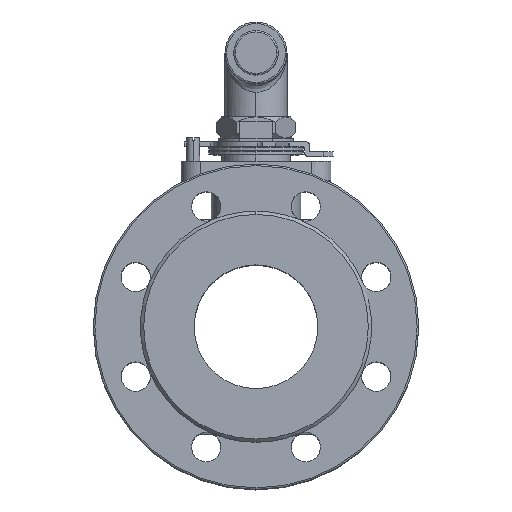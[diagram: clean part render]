
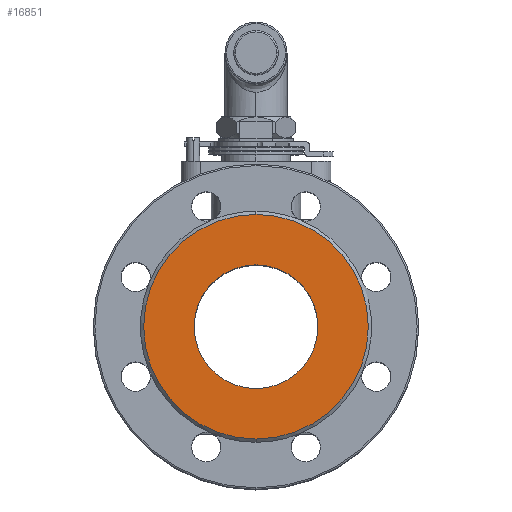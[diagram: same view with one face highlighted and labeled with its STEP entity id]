
A CAD part, top view. The second image highlights one B-rep face of the part: STEP entity #16851.
In plain terms, the highlighted planar face has unit normal (0, 0, 1).
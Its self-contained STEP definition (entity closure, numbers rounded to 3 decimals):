
#220 = AXIS2_PLACEMENT_3D ( 'NONE', #1751, #1752, #1753 ) ;
#1751 = CARTESIAN_POINT ( 'NONE',  ( 0., 0., 74. ) ) ;
#1752 = DIRECTION ( 'NONE',  ( 0., 0., 1. ) ) ;
#1753 = DIRECTION ( 'NONE',  ( 0., -1., 0. ) ) ;
#4580 = AXIS2_PLACEMENT_3D ( 'NONE', #6484, #6494, #6495 ) ;
#4644 = AXIS2_PLACEMENT_3D ( 'NONE', #6734, #6735, #6736 ) ;
#5252 = FACE_OUTER_BOUND ( 'NONE', #15637, .T. ) ;
#5257 = FACE_BOUND ( 'NONE', #15659, .T. ) ;
#5388 = CIRCLE ( 'NONE', #4644, 69. ) ;
#5552 = CIRCLE ( 'NONE', #6954, 69. ) ;
#5553 = CIRCLE ( 'NONE', #6955, 38. ) ;
#6484 = CARTESIAN_POINT ( 'NONE',  ( 0., 0., 74. ) ) ;
#6492 = PLANE ( 'NONE',  #4580 ) ;
#6494 = DIRECTION ( 'NONE',  ( 0., 0., 1. ) ) ;
#6495 = DIRECTION ( 'NONE',  ( 0., -1., 0. ) ) ;
#6734 = CARTESIAN_POINT ( 'NONE',  ( 0., 0., 74. ) ) ;
#6735 = DIRECTION ( 'NONE',  ( 0., 0., -1. ) ) ;
#6736 = DIRECTION ( 'NONE',  ( 0., 1., 0. ) ) ;
#6954 = AXIS2_PLACEMENT_3D ( 'NONE', #7934, #7935, #7936 ) ;
#6955 = AXIS2_PLACEMENT_3D ( 'NONE', #7938, #7939, #7940 ) ;
#7934 = CARTESIAN_POINT ( 'NONE',  ( 0., 0., 74. ) ) ;
#7935 = DIRECTION ( 'NONE',  ( 0., 0., -1. ) ) ;
#7936 = DIRECTION ( 'NONE',  ( 0., 1., 0. ) ) ;
#7938 = CARTESIAN_POINT ( 'NONE',  ( 0., 0., 74. ) ) ;
#7939 = DIRECTION ( 'NONE',  ( 0., 0., 1. ) ) ;
#7940 = DIRECTION ( 'NONE',  ( 0., -1., 0. ) ) ;
#10891 = CARTESIAN_POINT ( 'NONE',  ( 0., -69., 74. ) ) ;
#10893 = CARTESIAN_POINT ( 'NONE',  ( 0., 69., 74. ) ) ;
#11564 = CARTESIAN_POINT ( 'NONE',  ( 0., 38., 74. ) ) ;
#11567 = CARTESIAN_POINT ( 'NONE',  ( 0., -38., 74. ) ) ;
#12269 = ORIENTED_EDGE ( 'NONE', *, *, #16346, .F. ) ;
#12641 = ORIENTED_EDGE ( 'NONE', *, *, #17095, .F. ) ;
#12642 = ORIENTED_EDGE ( 'NONE', *, *, #16934, .F. ) ;
#12644 = ORIENTED_EDGE ( 'NONE', *, *, #17094, .F. ) ;
#15637 = EDGE_LOOP ( 'NONE', ( #12642, #12644 ) ) ;
#15659 = EDGE_LOOP ( 'NONE', ( #12269, #12641 ) ) ;
#16346 = EDGE_CURVE ( 'NONE', #19145, #19148, #21012, .T. ) ;
#16851 = ADVANCED_FACE ( 'NONE', ( #5257, #5252 ), #6492, .T. ) ;
#16934 = EDGE_CURVE ( 'NONE', #18638, #18636, #5388, .T. ) ;
#17094 = EDGE_CURVE ( 'NONE', #18636, #18638, #5552, .T. ) ;
#17095 = EDGE_CURVE ( 'NONE', #19148, #19145, #5553, .T. ) ;
#18636 = VERTEX_POINT ( 'NONE', #10891 ) ;
#18638 = VERTEX_POINT ( 'NONE', #10893 ) ;
#19145 = VERTEX_POINT ( 'NONE', #11564 ) ;
#19148 = VERTEX_POINT ( 'NONE', #11567 ) ;
#21012 = CIRCLE ( 'NONE', #220, 38. ) ;
